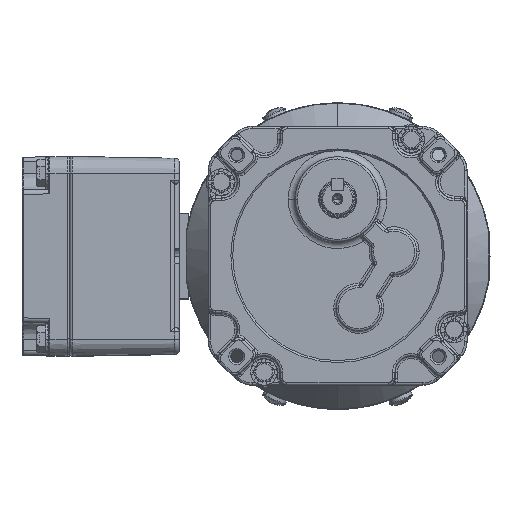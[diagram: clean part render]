
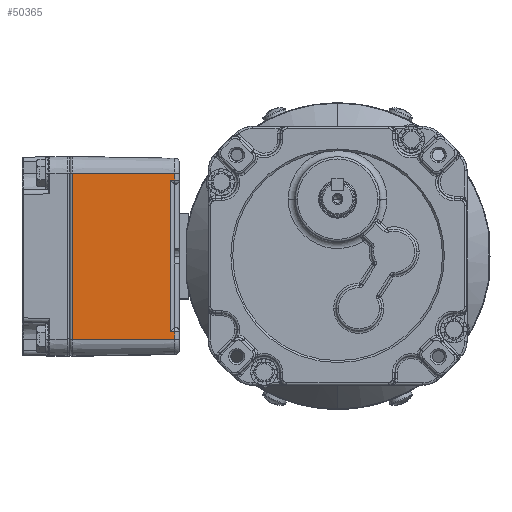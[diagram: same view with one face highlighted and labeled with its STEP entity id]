
A CAD part, top view. The second image highlights one B-rep face of the part: STEP entity #50365.
In plain terms, the highlighted face is planar.
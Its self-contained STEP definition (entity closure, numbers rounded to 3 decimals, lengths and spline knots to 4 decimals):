
#25427 = LINE ( 'NONE', #32626, #25431 ) ;
#25429 = LINE ( 'NONE', #32636, #25446 ) ;
#25431 = VECTOR ( 'NONE', #32627, 39.3701 ) ;
#25433 = LINE ( 'NONE', #32635, #25437 ) ;
#25435 = LINE ( 'NONE', #32640, #25442 ) ;
#25437 = VECTOR ( 'NONE', #32631, 39.3701 ) ;
#25442 = VECTOR ( 'NONE', #32641, 39.3701 ) ;
#25444 = LINE ( 'NONE', #32643, #25450 ) ;
#25446 = VECTOR ( 'NONE', #32642, 39.3701 ) ;
#25448 = LINE ( 'NONE', #32645, #25455 ) ;
#25450 = VECTOR ( 'NONE', #32644, 39.3701 ) ;
#25453 = LINE ( 'NONE', #32647, #25459 ) ;
#25455 = VECTOR ( 'NONE', #32646, 39.3701 ) ;
#25457 = LINE ( 'NONE', #32649, #25462 ) ;
#25459 = VECTOR ( 'NONE', #32648, 39.3701 ) ;
#25462 = VECTOR ( 'NONE', #32650, 39.3701 ) ;
#32626 = CARTESIAN_POINT ( 'NONE',  ( 2., 0., -1.0925 ) ) ;
#32627 = DIRECTION ( 'NONE',  ( 0.017, 1., 0. ) ) ;
#32631 = DIRECTION ( 'NONE',  ( 0., 0., 1. ) ) ;
#32635 = CARTESIAN_POINT ( 'NONE',  ( 1.9995, -0.0305, -1.0925 ) ) ;
#32636 = CARTESIAN_POINT ( 'NONE',  ( 1.9759, -1.381, 0.9375 ) ) ;
#32640 = CARTESIAN_POINT ( 'NONE',  ( 2., 0., 1.0925 ) ) ;
#32641 = DIRECTION ( 'NONE',  ( 0.017, 1., 0. ) ) ;
#32642 = DIRECTION ( 'NONE',  ( 0., 0., -1. ) ) ;
#32643 = CARTESIAN_POINT ( 'NONE',  ( 1.9759, -1.379, 0.9964 ) ) ;
#32644 = DIRECTION ( 'NONE',  ( 0.017, 1., -0.017 ) ) ;
#32645 = CARTESIAN_POINT ( 'NONE',  ( 1.9769, -1.321, -1.0925 ) ) ;
#32646 = DIRECTION ( 'NONE',  ( 0., 0., -1. ) ) ;
#32647 = CARTESIAN_POINT ( 'NONE',  ( 1.9749, -1.439, -1.0025 ) ) ;
#32648 = DIRECTION ( 'NONE',  ( -0.017, -1., -0.017 ) ) ;
#32649 = CARTESIAN_POINT ( 'NONE',  ( 1.9759, -1.381, -1.0925 ) ) ;
#32650 = DIRECTION ( 'NONE',  ( 0., 0., -1. ) ) ;
#44135 = CARTESIAN_POINT ( 'NONE',  ( 1.9995, -0.0305, -1.0925 ) ) ;
#44163 = CARTESIAN_POINT ( 'NONE',  ( 1.9759, -1.381, -1.0925 ) ) ;
#44164 = CARTESIAN_POINT ( 'NONE',  ( 1.9995, -0.0305, 1.0925 ) ) ;
#44165 = CARTESIAN_POINT ( 'NONE',  ( 1.9759, -1.381, 1.0925 ) ) ;
#44167 = CARTESIAN_POINT ( 'NONE',  ( 1.9759, -1.381, 0.9965 ) ) ;
#44168 = CARTESIAN_POINT ( 'NONE',  ( 1.9769, -1.321, 0.9954 ) ) ;
#44169 = CARTESIAN_POINT ( 'NONE',  ( 1.9769, -1.321, -1.0004 ) ) ;
#44170 = CARTESIAN_POINT ( 'NONE',  ( 1.9759, -1.381, -1.0015 ) ) ;
#50365 = ADVANCED_FACE ( 'NONE', ( #114459 ), #109253, .T. ) ;
#65372 = AXIS2_PLACEMENT_3D ( 'NONE', #109249, #109256, #109257 ) ;
#71174 = EDGE_CURVE ( 'NONE', #121615, #121586, #25427, .T. ) ;
#71176 = EDGE_CURVE ( 'NONE', #121586, #121616, #25433, .T. ) ;
#71177 = EDGE_CURVE ( 'NONE', #121617, #121616, #25435, .T. ) ;
#71178 = EDGE_CURVE ( 'NONE', #121617, #121619, #25429, .T. ) ;
#71179 = EDGE_CURVE ( 'NONE', #121619, #121620, #25444, .T. ) ;
#71180 = EDGE_CURVE ( 'NONE', #121620, #121621, #25448, .T. ) ;
#71181 = EDGE_CURVE ( 'NONE', #121621, #121622, #25453, .T. ) ;
#71183 = EDGE_CURVE ( 'NONE', #121622, #121615, #25457, .T. ) ;
#76514 = ORIENTED_EDGE ( 'NONE', *, *, #71174, .T. ) ;
#76515 = ORIENTED_EDGE ( 'NONE', *, *, #71176, .T. ) ;
#76516 = ORIENTED_EDGE ( 'NONE', *, *, #71177, .F. ) ;
#76517 = ORIENTED_EDGE ( 'NONE', *, *, #71178, .T. ) ;
#76518 = ORIENTED_EDGE ( 'NONE', *, *, #71179, .T. ) ;
#76519 = ORIENTED_EDGE ( 'NONE', *, *, #71180, .T. ) ;
#76520 = ORIENTED_EDGE ( 'NONE', *, *, #71181, .T. ) ;
#76521 = ORIENTED_EDGE ( 'NONE', *, *, #71183, .T. ) ;
#109249 = CARTESIAN_POINT ( 'NONE',  ( 2., 0., -1.0925 ) ) ;
#109253 = PLANE ( 'NONE',  #65372 ) ;
#109256 = DIRECTION ( 'NONE',  ( 1., -0.017, 0. ) ) ;
#109257 = DIRECTION ( 'NONE',  ( 0.017, 1., 0. ) ) ;
#114459 = FACE_OUTER_BOUND ( 'NONE', #117612, .T. ) ;
#117612 = EDGE_LOOP ( 'NONE', ( #76514, #76515, #76516, #76517, #76518, #76519, #76520, #76521 ) ) ;
#121586 = VERTEX_POINT ( 'NONE', #44135 ) ;
#121615 = VERTEX_POINT ( 'NONE', #44163 ) ;
#121616 = VERTEX_POINT ( 'NONE', #44164 ) ;
#121617 = VERTEX_POINT ( 'NONE', #44165 ) ;
#121619 = VERTEX_POINT ( 'NONE', #44167 ) ;
#121620 = VERTEX_POINT ( 'NONE', #44168 ) ;
#121621 = VERTEX_POINT ( 'NONE', #44169 ) ;
#121622 = VERTEX_POINT ( 'NONE', #44170 ) ;
